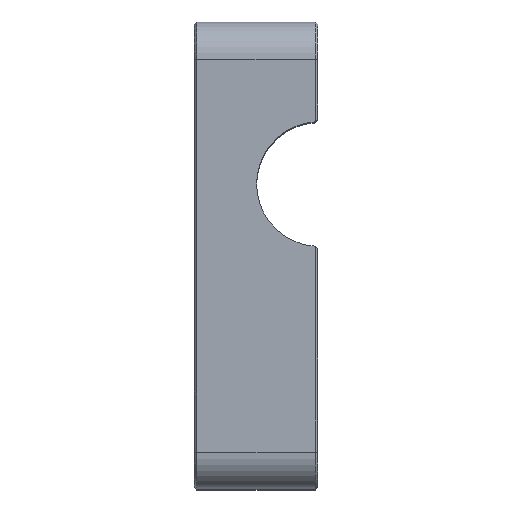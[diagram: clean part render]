
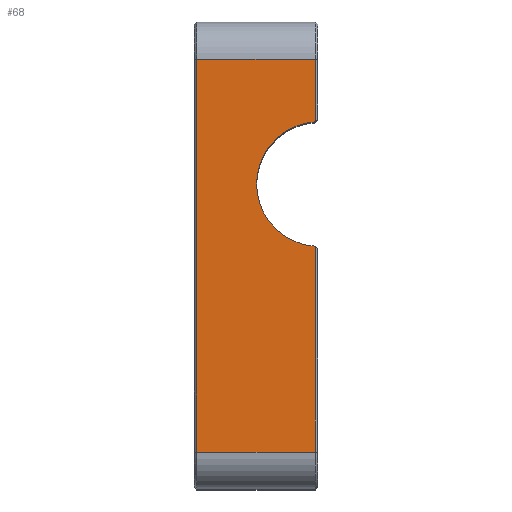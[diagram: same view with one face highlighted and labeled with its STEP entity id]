
A CAD part, top view. The second image highlights one B-rep face of the part: STEP entity #68.
In plain terms, the highlighted planar face has unit normal (0, 0, 1).
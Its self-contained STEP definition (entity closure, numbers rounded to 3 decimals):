
#68 = ADVANCED_FACE ( 'NONE', ( #2510 ), #3334, .F. ) ;
#76 = VERTEX_POINT ( 'NONE', #3402 ) ;
#211 = VERTEX_POINT ( 'NONE', #1173 ) ;
#363 = DIRECTION ( 'NONE',  ( 0., 1., 0. ) ) ;
#408 = LINE ( 'NONE', #3403, #603 ) ;
#540 = VECTOR ( 'NONE', #1411, 1000. ) ;
#558 = VECTOR ( 'NONE', #1037, 1000. ) ;
#603 = VECTOR ( 'NONE', #5051, 1000. ) ;
#822 = DIRECTION ( 'NONE',  ( 1., 0., 0. ) ) ;
#851 = VECTOR ( 'NONE', #3081, 1000. ) ;
#855 = CARTESIAN_POINT ( 'NONE',  ( -15., 5.75, 25. ) ) ;
#951 = CARTESIAN_POINT ( 'NONE',  ( -15.309, 10.74, 25. ) ) ;
#1037 = DIRECTION ( 'NONE',  ( -0.707, 0.707, 0. ) ) ;
#1127 = ORIENTED_EDGE ( 'NONE', *, *, #3284, .T. ) ;
#1173 = CARTESIAN_POINT ( 'NONE',  ( -24.8, 15.75, 25. ) ) ;
#1186 = CARTESIAN_POINT ( 'NONE',  ( -15.3, 10.749, 25. ) ) ;
#1411 = DIRECTION ( 'NONE',  ( 0., 1., 0. ) ) ;
#1479 = AXIS2_PLACEMENT_3D ( 'NONE', #855, #2039, #822 ) ;
#1523 = EDGE_CURVE ( 'NONE', #4645, #4943, #4408, .T. ) ;
#1620 = EDGE_LOOP ( 'NONE', ( #3916, #1127, #2633, #2217, #3171, #4415, #4399, #2319 ) ) ;
#1668 = CIRCLE ( 'NONE', #1479, 5. ) ;
#1799 = EDGE_CURVE ( 'NONE', #3265, #76, #4835, .T. ) ;
#1845 = EDGE_CURVE ( 'NONE', #211, #4645, #408, .T. ) ;
#2039 = DIRECTION ( 'NONE',  ( 0., 0., 1. ) ) ;
#2126 = CARTESIAN_POINT ( 'NONE',  ( -15.3, -15.75, 25. ) ) ;
#2143 = CARTESIAN_POINT ( 'NONE',  ( -15.309, 0.76, 25. ) ) ;
#2217 = ORIENTED_EDGE ( 'NONE', *, *, #4483, .T. ) ;
#2272 = CARTESIAN_POINT ( 'NONE',  ( -15.3, 0.751, 25. ) ) ;
#2319 = ORIENTED_EDGE ( 'NONE', *, *, #3122, .T. ) ;
#2510 = FACE_OUTER_BOUND ( 'NONE', #1620, .T. ) ;
#2554 = CARTESIAN_POINT ( 'NONE',  ( 25., 18.75, 25. ) ) ;
#2581 = DIRECTION ( 'NONE',  ( -1., 0., 0. ) ) ;
#2633 = ORIENTED_EDGE ( 'NONE', *, *, #1799, .T. ) ;
#2781 = LINE ( 'NONE', #4506, #4015 ) ;
#2797 = VERTEX_POINT ( 'NONE', #2272 ) ;
#2810 = CARTESIAN_POINT ( 'NONE',  ( -15.3, 18.75, 25. ) ) ;
#3039 = CARTESIAN_POINT ( 'NONE',  ( 25., -15.75, 25. ) ) ;
#3041 = CARTESIAN_POINT ( 'NONE',  ( -25., 15.75, 25. ) ) ;
#3081 = DIRECTION ( 'NONE',  ( -1., 0., 0. ) ) ;
#3122 = EDGE_CURVE ( 'NONE', #2797, #3947, #5211, .T. ) ;
#3171 = ORIENTED_EDGE ( 'NONE', *, *, #1845, .T. ) ;
#3247 = CARTESIAN_POINT ( 'NONE',  ( -15.309, 0.76, 25. ) ) ;
#3265 = VERTEX_POINT ( 'NONE', #1186 ) ;
#3284 = EDGE_CURVE ( 'NONE', #3638, #3265, #2781, .T. ) ;
#3304 = VECTOR ( 'NONE', #3452, 1000. ) ;
#3334 = PLANE ( 'NONE',  #4685 ) ;
#3402 = CARTESIAN_POINT ( 'NONE',  ( -15.3, 15.75, 25. ) ) ;
#3403 = CARTESIAN_POINT ( 'NONE',  ( -24.8, 18.75, 25. ) ) ;
#3452 = DIRECTION ( 'NONE',  ( 1., 0., 0. ) ) ;
#3638 = VERTEX_POINT ( 'NONE', #951 ) ;
#3802 = DIRECTION ( 'NONE',  ( 0., 0., -1. ) ) ;
#3916 = ORIENTED_EDGE ( 'NONE', *, *, #4779, .F. ) ;
#3947 = VERTEX_POINT ( 'NONE', #2143 ) ;
#4015 = VECTOR ( 'NONE', #4864, 1000. ) ;
#4020 = EDGE_CURVE ( 'NONE', #4943, #2797, #4890, .T. ) ;
#4399 = ORIENTED_EDGE ( 'NONE', *, *, #4020, .T. ) ;
#4408 = LINE ( 'NONE', #3039, #3304 ) ;
#4415 = ORIENTED_EDGE ( 'NONE', *, *, #1523, .T. ) ;
#4481 = CARTESIAN_POINT ( 'NONE',  ( -24.8, -15.75, 25. ) ) ;
#4483 = EDGE_CURVE ( 'NONE', #76, #211, #4818, .T. ) ;
#4506 = CARTESIAN_POINT ( 'NONE',  ( -15.309, 10.74, 25. ) ) ;
#4644 = CARTESIAN_POINT ( 'NONE',  ( -15.3, 18.75, 25. ) ) ;
#4645 = VERTEX_POINT ( 'NONE', #4481 ) ;
#4685 = AXIS2_PLACEMENT_3D ( 'NONE', #2554, #3802, #2581 ) ;
#4720 = VECTOR ( 'NONE', #363, 1000. ) ;
#4779 = EDGE_CURVE ( 'NONE', #3638, #3947, #1668, .T. ) ;
#4818 = LINE ( 'NONE', #3041, #851 ) ;
#4835 = LINE ( 'NONE', #2810, #4720 ) ;
#4864 = DIRECTION ( 'NONE',  ( 0.707, 0.707, 0. ) ) ;
#4890 = LINE ( 'NONE', #4644, #540 ) ;
#4943 = VERTEX_POINT ( 'NONE', #2126 ) ;
#5051 = DIRECTION ( 'NONE',  ( 0., -1., 0. ) ) ;
#5211 = LINE ( 'NONE', #3247, #558 ) ;
